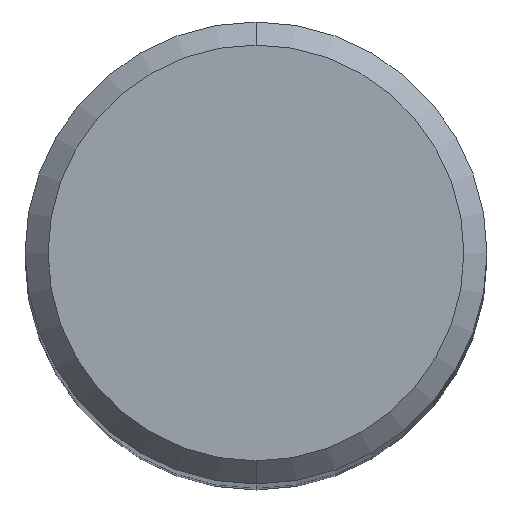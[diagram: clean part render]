
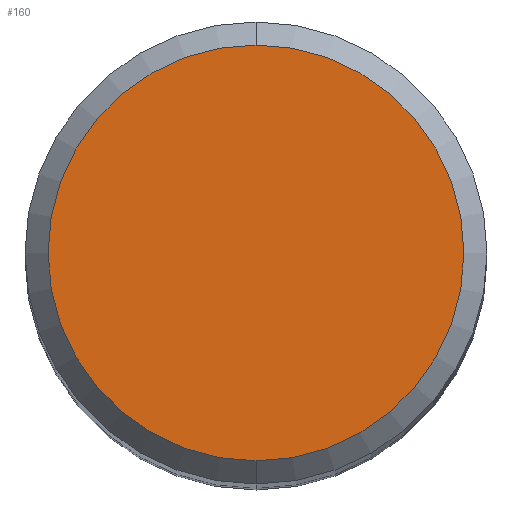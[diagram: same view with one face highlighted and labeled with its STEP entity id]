
A CAD part, top view. The second image highlights one B-rep face of the part: STEP entity #160.
In plain terms, the highlighted planar face has unit normal (0, 0, 1).
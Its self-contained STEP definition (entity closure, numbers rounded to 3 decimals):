
#120=VERTEX_POINT('',#265);
#160=ADVANCED_FACE('',(#311),#312,.T.);
#162=VERTEX_POINT('',#314);
#202=EDGE_CURVE('',#120,#162,#360,.T.);
#216=EDGE_CURVE('',#162,#120,#378,.T.);
#265=CARTESIAN_POINT('',(0.0,3.6,0.0));
#311=FACE_OUTER_BOUND('',#486,.T.);
#312=PLANE('',#487);
#314=CARTESIAN_POINT('',(0.,-3.6,0.0));
#360=CIRCLE('',#548,3.6);
#378=CIRCLE('',#569,3.6);
#486=EDGE_LOOP('',(#653,#654));
#487=AXIS2_PLACEMENT_3D('',#655,#656,#657);
#548=AXIS2_PLACEMENT_3D('',#719,#720,#721);
#569=AXIS2_PLACEMENT_3D('',#747,#748,#749);
#653=ORIENTED_EDGE('',*,*,#202,.F.);
#654=ORIENTED_EDGE('',*,*,#216,.F.);
#655=CARTESIAN_POINT('',(0.0,1.8,0.0));
#656=DIRECTION('',(-0.0,0.0,1.0));
#657=DIRECTION('',(0.0,-1.0,0.0));
#719=CARTESIAN_POINT('',(0.0,0.0,0.0));
#720=DIRECTION('',(0.0,0.0,-1.0));
#721=DIRECTION('',(0.0,1.0,0.0));
#747=CARTESIAN_POINT('',(0.0,0.0,0.0));
#748=DIRECTION('',(0.0,0.0,-1.0));
#749=DIRECTION('',(0.0,1.0,0.0));
